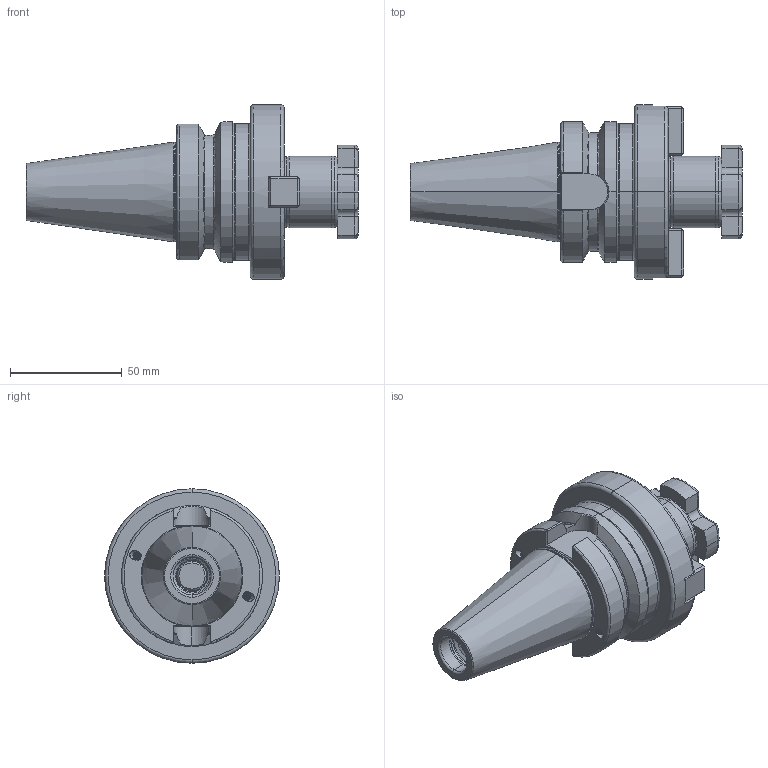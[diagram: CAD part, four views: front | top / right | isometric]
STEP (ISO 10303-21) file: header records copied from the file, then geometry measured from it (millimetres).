
FILE_DESCRIPTION (( 'STEP AP203' ), '1' );
FILE_NAME ('406.11.32.STEP', '2016-11-26T02:34:18', ( '' ), ( '' ), 'SwSTEP 2.0', 'SolidWorks 2012', '' );
FILE_SCHEMA (( 'CONFIG_CONTROL_DESIGN' ));
Length unit declared in the file: millimetre
Products named in the file (5): 406.11.32; 十字螺絲FMB32; 102.11.32_M5xP0.8-14L; 面銑刀墊塊32
Assembly tree (6 placements, depth 2):
  406.11.32
    406.11.32
    十字螺絲FMB32
    面銑刀墊塊32  x2
    102.11.32_M5xP0.8-14L  x2
Bounding box: 148.4 x 78 x 78 mm (x, y, z)
Volume: 240756.6 mm3; surface area: 49801.4 mm2
Topology: 6 solids, 6 shells, 576 faces, 1492 edges, 930 vertices
Faces by surface type: cylinder 278, plane 146, torus 58, cone 56, bspline 38
Entity records: 31919 total; most frequent: CARTESIAN_POINT 20898, ORIENTED_EDGE 2500, DIRECTION 1924, EDGE_CURVE 1250, VERTEX_POINT 785, AXIS2_PLACEMENT_3D 733, EDGE_LOOP 491, ADVANCED_FACE 476
